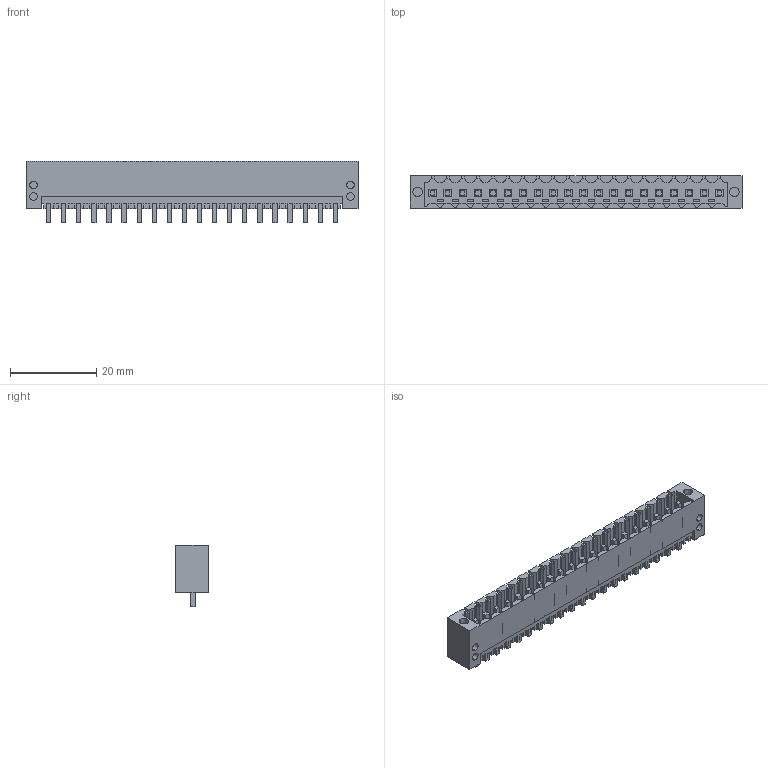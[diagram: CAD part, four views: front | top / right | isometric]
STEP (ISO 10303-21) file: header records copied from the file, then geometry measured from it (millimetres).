
FILE_DESCRIPTION(('CATIA V5 STEP Exchange','CAx-IF Rec.Pracs.--- Model Styling and Organization---1.2---2011-12-15'),'2;1');
FILE_NAME ('D1457310_0_1842950000_1842950000.stp','2018-03-14T17:35:09+00:00',('none'),('Weidmueller'),'CATIA Version 5-6 Release 2014','CATIA V5 STEP AP214','none');
FILE_SCHEMA(('AUTOMOTIVE_DESIGN { 1 0 10303 214 1 1 1 1 }'));
Length unit declared in the file: millimetre
Products named in the file (1): 1842950000
Bounding box: 77 x 7.45 x 14.25 mm (x, y, z)
Volume: 2662 mm3; surface area: 6992.7 mm2
Topology: 21 solids, 21 shells, 1562 faces, 4587 edges, 3120 vertices
Faces by surface type: plane 1400, cylinder 162
Entity records: 48916 total; most frequent: ORIENTED_EDGE 9174, CARTESIAN_POINT 9062, DIRECTION 5988, EDGE_CURVE 4587, VECTOR 4183, LINE 4183, VERTEX_POINT 3120, EDGE_LOOP 1655
